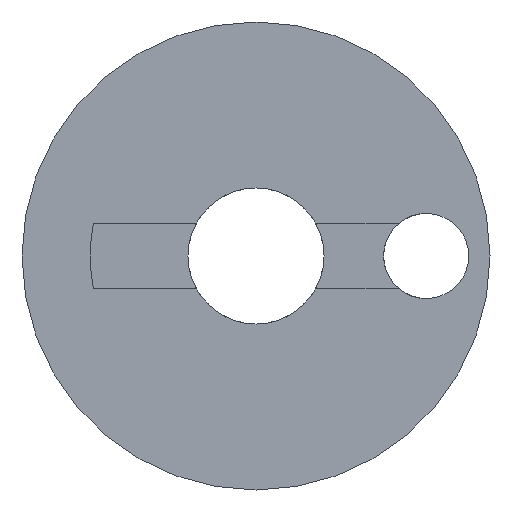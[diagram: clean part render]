
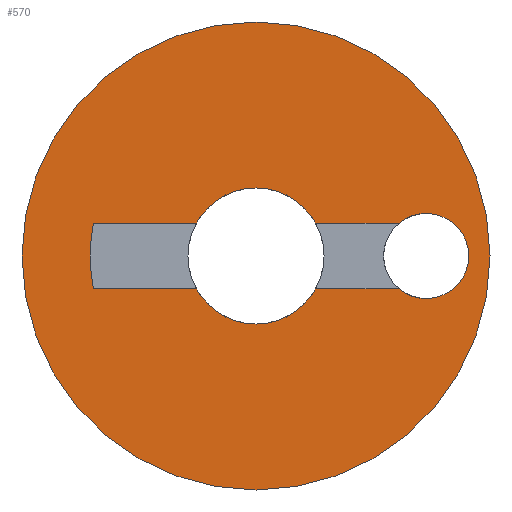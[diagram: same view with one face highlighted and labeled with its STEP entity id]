
A CAD part, left-side view. The second image highlights one B-rep face of the part: STEP entity #570.
In plain terms, the highlighted planar face has unit normal (-1, 0, 0).
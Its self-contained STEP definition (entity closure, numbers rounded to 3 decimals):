
#3 = VERTEX_POINT ( 'NONE', #600 ) ;
#8 = CARTESIAN_POINT ( 'NONE',  ( -2., 0., 0. ) ) ;
#15 = CARTESIAN_POINT ( 'NONE',  ( -2., -1.4, -0.775 ) ) ;
#21 = CARTESIAN_POINT ( 'NONE',  ( -2., 0., 0. ) ) ;
#22 = VERTEX_POINT ( 'NONE', #143 ) ;
#24 = DIRECTION ( 'NONE',  ( 1., 0., 0. ) ) ;
#30 = AXIS2_PLACEMENT_3D ( 'NONE', #389, #425, #576 ) ;
#33 = EDGE_CURVE ( 'NONE', #448, #100, #479, .T. ) ;
#37 = LINE ( 'NONE', #363, #369 ) ;
#38 = VERTEX_POINT ( 'NONE', #429 ) ;
#44 = VERTEX_POINT ( 'NONE', #112 ) ;
#48 = DIRECTION ( 'NONE',  ( 0., -1., 0. ) ) ;
#49 = CIRCLE ( 'NONE', #372, 3.9 ) ;
#50 = AXIS2_PLACEMENT_3D ( 'NONE', #366, #137, #548 ) ;
#55 = VERTEX_POINT ( 'NONE', #15 ) ;
#61 = VECTOR ( 'NONE', #356, 1000. ) ;
#65 = CARTESIAN_POINT ( 'NONE',  ( -2., -3.368, -0.775 ) ) ;
#66 = DIRECTION ( 'NONE',  ( -1., 0., 0. ) ) ;
#71 = CIRCLE ( 'NONE', #407, 5.5 ) ;
#79 = EDGE_CURVE ( 'NONE', #444, #539, #300, .T. ) ;
#93 = EDGE_CURVE ( 'NONE', #427, #55, #434, .T. ) ;
#100 = VERTEX_POINT ( 'NONE', #432 ) ;
#101 = DIRECTION ( 'NONE',  ( -1., 0., 0. ) ) ;
#102 = ORIENTED_EDGE ( 'NONE', *, *, #180, .F. ) ;
#104 = CARTESIAN_POINT ( 'NONE',  ( -2., -4., 0. ) ) ;
#109 = CIRCLE ( 'NONE', #311, 1.6 ) ;
#112 = CARTESIAN_POINT ( 'NONE',  ( -2., -4., -1. ) ) ;
#124 = ORIENTED_EDGE ( 'NONE', *, *, #93, .F. ) ;
#128 = EDGE_LOOP ( 'NONE', ( #310, #320, #526, #333, #251, #124, #592, #247, #138, #403, #506, #451 ) ) ;
#137 = DIRECTION ( 'NONE',  ( -1., 0., 0. ) ) ;
#138 = ORIENTED_EDGE ( 'NONE', *, *, #578, .F. ) ;
#143 = CARTESIAN_POINT ( 'NONE',  ( -2., 3.822, 0.775 ) ) ;
#159 = CIRCLE ( 'NONE', #371, 5.5 ) ;
#165 = CARTESIAN_POINT ( 'NONE',  ( -2., 0., 0. ) ) ;
#172 = DIRECTION ( 'NONE',  ( 0., 0., -1. ) ) ;
#180 = EDGE_CURVE ( 'NONE', #38, #266, #159, .T. ) ;
#187 = VECTOR ( 'NONE', #48, 1000. ) ;
#188 = EDGE_CURVE ( 'NONE', #3, #22, #306, .T. ) ;
#207 = PLANE ( 'NONE',  #30 ) ;
#222 = CARTESIAN_POINT ( 'NONE',  ( -2., 5.5, 0.775 ) ) ;
#229 = CIRCLE ( 'NONE', #553, 1. ) ;
#235 = DIRECTION ( 'NONE',  ( 0., -1., 0. ) ) ;
#236 = EDGE_CURVE ( 'NONE', #539, #448, #397, .T. ) ;
#244 = FACE_BOUND ( 'NONE', #128, .T. ) ;
#245 = DIRECTION ( 'NONE',  ( -1., 0., 0. ) ) ;
#247 = ORIENTED_EDGE ( 'NONE', *, *, #364, .F. ) ;
#248 = FACE_OUTER_BOUND ( 'NONE', #573, .T. ) ;
#251 = ORIENTED_EDGE ( 'NONE', *, *, #438, .F. ) ;
#258 = EDGE_CURVE ( 'NONE', #536, #44, #229, .T. ) ;
#266 = VERTEX_POINT ( 'NONE', #586 ) ;
#269 = CARTESIAN_POINT ( 'NONE',  ( -2., -4., 0. ) ) ;
#272 = LINE ( 'NONE', #511, #187 ) ;
#285 = EDGE_CURVE ( 'NONE', #100, #3, #291, .T. ) ;
#286 = CARTESIAN_POINT ( 'NONE',  ( -2., -3.368, 0.775 ) ) ;
#288 = CARTESIAN_POINT ( 'NONE',  ( -2., 0., 0. ) ) ;
#291 = CIRCLE ( 'NONE', #468, 1.6 ) ;
#293 = CARTESIAN_POINT ( 'NONE',  ( -2., 1.4, -0.775 ) ) ;
#300 = CIRCLE ( 'NONE', #584, 1. ) ;
#306 = LINE ( 'NONE', #222, #508 ) ;
#310 = ORIENTED_EDGE ( 'NONE', *, *, #236, .F. ) ;
#311 = AXIS2_PLACEMENT_3D ( 'NONE', #324, #373, #550 ) ;
#319 = CARTESIAN_POINT ( 'NONE',  ( -2., -1.4, 0.775 ) ) ;
#320 = ORIENTED_EDGE ( 'NONE', *, *, #79, .F. ) ;
#324 = CARTESIAN_POINT ( 'NONE',  ( -2., 0., 0. ) ) ;
#333 = ORIENTED_EDGE ( 'NONE', *, *, #258, .F. ) ;
#334 = CARTESIAN_POINT ( 'NONE',  ( -2., 3.822, -0.775 ) ) ;
#347 = DIRECTION ( 'NONE',  ( -1., 0., 0. ) ) ;
#356 = DIRECTION ( 'NONE',  ( 0., 1., 0. ) ) ;
#363 = CARTESIAN_POINT ( 'NONE',  ( -2., 5.5, -0.775 ) ) ;
#364 = EDGE_CURVE ( 'NONE', #544, #464, #37, .T. ) ;
#366 = CARTESIAN_POINT ( 'NONE',  ( -2., -4., 0. ) ) ;
#369 = VECTOR ( 'NONE', #235, 1000. ) ;
#371 = AXIS2_PLACEMENT_3D ( 'NONE', #21, #24, #172 ) ;
#372 = AXIS2_PLACEMENT_3D ( 'NONE', #165, #101, #471 ) ;
#373 = DIRECTION ( 'NONE',  ( -1., 0., 0. ) ) ;
#385 = DIRECTION ( 'NONE',  ( -1., 0., 0. ) ) ;
#389 = CARTESIAN_POINT ( 'NONE',  ( -2., 0., 0. ) ) ;
#396 = AXIS2_PLACEMENT_3D ( 'NONE', #8, #385, #487 ) ;
#397 = LINE ( 'NONE', #501, #61 ) ;
#402 = DIRECTION ( 'NONE',  ( 0., 0., -1. ) ) ;
#403 = ORIENTED_EDGE ( 'NONE', *, *, #188, .F. ) ;
#407 = AXIS2_PLACEMENT_3D ( 'NONE', #288, #431, #473 ) ;
#408 = CARTESIAN_POINT ( 'NONE',  ( -2., 0., -1.6 ) ) ;
#416 = EDGE_CURVE ( 'NONE', #464, #427, #109, .T. ) ;
#421 = EDGE_CURVE ( 'NONE', #44, #444, #445, .T. ) ;
#424 = AXIS2_PLACEMENT_3D ( 'NONE', #426, #245, #563 ) ;
#425 = DIRECTION ( 'NONE',  ( 1., 0., 0. ) ) ;
#426 = CARTESIAN_POINT ( 'NONE',  ( -2., 0., 0. ) ) ;
#427 = VERTEX_POINT ( 'NONE', #408 ) ;
#429 = CARTESIAN_POINT ( 'NONE',  ( -2., 0., -5.5 ) ) ;
#431 = DIRECTION ( 'NONE',  ( 1., 0., 0. ) ) ;
#432 = CARTESIAN_POINT ( 'NONE',  ( -2., 0., 1.6 ) ) ;
#434 = CIRCLE ( 'NONE', #424, 1.6 ) ;
#438 = EDGE_CURVE ( 'NONE', #55, #536, #272, .T. ) ;
#442 = DIRECTION ( 'NONE',  ( -1., 0., 0. ) ) ;
#444 = VERTEX_POINT ( 'NONE', #462 ) ;
#445 = CIRCLE ( 'NONE', #50, 1. ) ;
#448 = VERTEX_POINT ( 'NONE', #319 ) ;
#451 = ORIENTED_EDGE ( 'NONE', *, *, #33, .F. ) ;
#462 = CARTESIAN_POINT ( 'NONE',  ( -2., -4., 1. ) ) ;
#464 = VERTEX_POINT ( 'NONE', #293 ) ;
#468 = AXIS2_PLACEMENT_3D ( 'NONE', #534, #442, #402 ) ;
#471 = DIRECTION ( 'NONE',  ( 0., 0., -1. ) ) ;
#473 = DIRECTION ( 'NONE',  ( 0., 0., -1. ) ) ;
#479 = CIRCLE ( 'NONE', #396, 1.6 ) ;
#487 = DIRECTION ( 'NONE',  ( 0., 0., -1. ) ) ;
#489 = DIRECTION ( 'NONE',  ( 0., 1., 0. ) ) ;
#493 = DIRECTION ( 'NONE',  ( 0., 0., -1. ) ) ;
#501 = CARTESIAN_POINT ( 'NONE',  ( -2., 5.5, 0.775 ) ) ;
#506 = ORIENTED_EDGE ( 'NONE', *, *, #285, .F. ) ;
#508 = VECTOR ( 'NONE', #489, 1000. ) ;
#509 = ORIENTED_EDGE ( 'NONE', *, *, #552, .F. ) ;
#511 = CARTESIAN_POINT ( 'NONE',  ( -2., 5.5, -0.775 ) ) ;
#526 = ORIENTED_EDGE ( 'NONE', *, *, #421, .F. ) ;
#534 = CARTESIAN_POINT ( 'NONE',  ( -2., 0., 0. ) ) ;
#536 = VERTEX_POINT ( 'NONE', #65 ) ;
#539 = VERTEX_POINT ( 'NONE', #286 ) ;
#544 = VERTEX_POINT ( 'NONE', #334 ) ;
#548 = DIRECTION ( 'NONE',  ( 0., 0., -1. ) ) ;
#550 = DIRECTION ( 'NONE',  ( 0., 0., -1. ) ) ;
#552 = EDGE_CURVE ( 'NONE', #266, #38, #71, .T. ) ;
#553 = AXIS2_PLACEMENT_3D ( 'NONE', #269, #347, #493 ) ;
#563 = DIRECTION ( 'NONE',  ( 0., 0., -1. ) ) ;
#568 = DIRECTION ( 'NONE',  ( 0., 0., -1. ) ) ;
#570 = ADVANCED_FACE ( 'NONE', ( #244, #248 ), #207, .F. ) ;
#573 = EDGE_LOOP ( 'NONE', ( #102, #509 ) ) ;
#576 = DIRECTION ( 'NONE',  ( 0., 0., -1. ) ) ;
#578 = EDGE_CURVE ( 'NONE', #22, #544, #49, .T. ) ;
#584 = AXIS2_PLACEMENT_3D ( 'NONE', #104, #66, #568 ) ;
#586 = CARTESIAN_POINT ( 'NONE',  ( -2., 0., 5.5 ) ) ;
#592 = ORIENTED_EDGE ( 'NONE', *, *, #416, .F. ) ;
#600 = CARTESIAN_POINT ( 'NONE',  ( -2., 1.4, 0.775 ) ) ;
